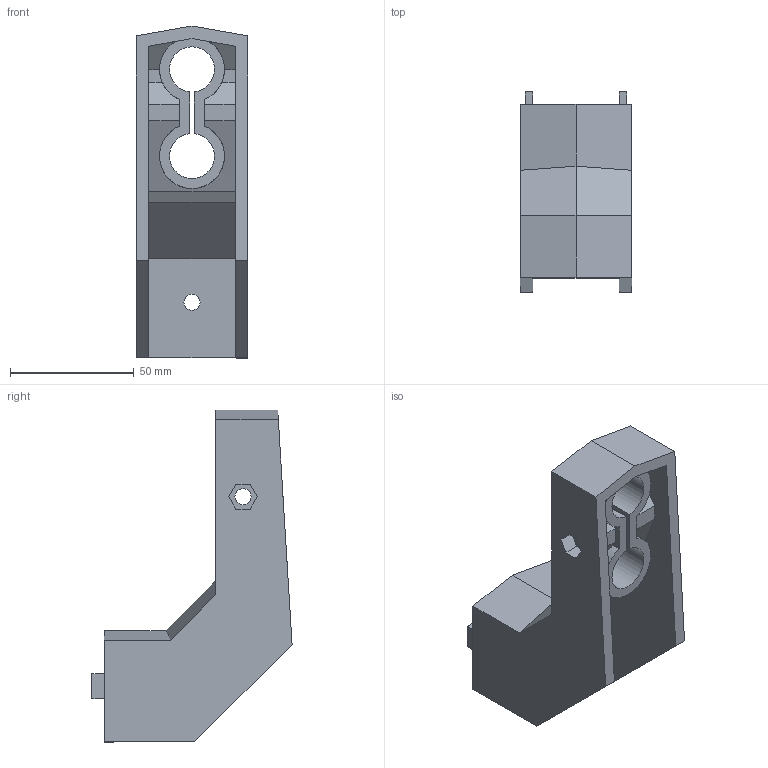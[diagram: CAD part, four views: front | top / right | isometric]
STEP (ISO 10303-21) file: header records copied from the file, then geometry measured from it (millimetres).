
FILE_DESCRIPTION(('STEP AP214'),'1');
FILE_NAME('cctmp_8EEA719F-6604-4F06-9D36-00E418003D5F_2020_1_16_6_37_31_285..stp','2020-01-16T05:37:31',('Bosch Rexroth AG'),('CADClick - www.CADClick.com'),'Spatial InterOp 3D',' ','unknown authorization - (Healing Option Enabled)');
FILE_SCHEMA(('AUTOMOTIVE_DESIGN'));
Length unit declared in the file: millimetre
Products named in the file (1): 2020_01_16__06-37-31-285
Bounding box: 45 x 80.8 x 134 mm (x, y, z)
Volume: 94368.8 mm3; surface area: 38425.9 mm2
Topology: 1 solids, 1 shells, 84 faces, 227 edges, 151 vertices
Faces by surface type: plane 57, cylinder 22, bspline 5
Entity records: 3572 total; most frequent: CARTESIAN_POINT 722, ORIENTED_EDGE 454, DIRECTION 431, EDGE_CURVE 227, LINE 167, VECTOR 167, VERTEX_POINT 151, AXIS2_PLACEMENT_3D 132
